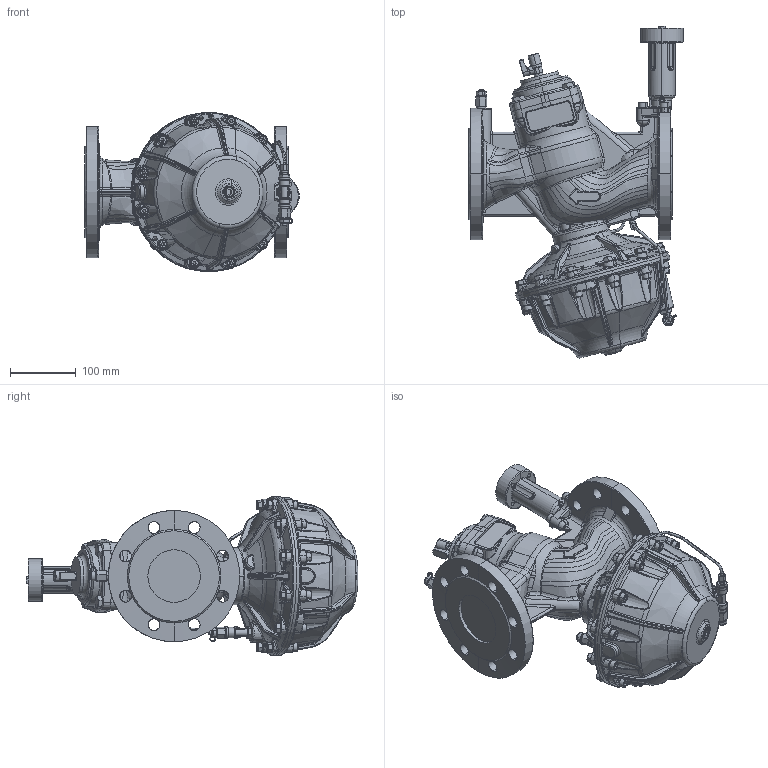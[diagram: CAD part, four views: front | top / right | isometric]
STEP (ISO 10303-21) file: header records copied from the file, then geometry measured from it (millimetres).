
FILE_DESCRIPTION(('CATIA V5 STEP Exchange','CAx-IF Rec.Pracs.--- Model Styling and Organization---1.4--- 2014-01-23','CAx-IF Rec.Pracs.---3D Tessellated Data Validation Properties---0.5---2014-09-14'),'2;1');
FILE_NAME('STEP_146080_-_TST.stp','2021-02-08T14:43:56+00:00',('none'),('none'),'CATIA Version 5-6 Release 2019 SP3','CATIA V5 STEP AP242 v1','none');
FILE_SCHEMA(('AP242_MANAGED_MODEL_BASED_3D_ENGINEERING_MIM_LF {1 0 10303 442 1 1 4}'));
Products named in the file (1): 146080 - TST
Bounding box: 326.5 x 505.47 x 241.55 mm (x, y, z)
Volume: 9512029.9 mm3; surface area: 538892.6 mm2
Topology: 1 solids, 28 shells, 4124 faces, 10388 edges, 6312 vertices
Faces by surface type: bspline 1350, plane 889, cylinder 779, cone 615, torus 417, sphere 74
Entity records: 159312 total; most frequent: CARTESIAN_POINT 85392, ORIENTED_EDGE 20588, EDGE_CURVE 10294, DIRECTION 7813, VERTEX_POINT 6312, EDGE_LOOP 4294, ADVANCED_FACE 4124, FACE_OUTER_BOUND 4124
